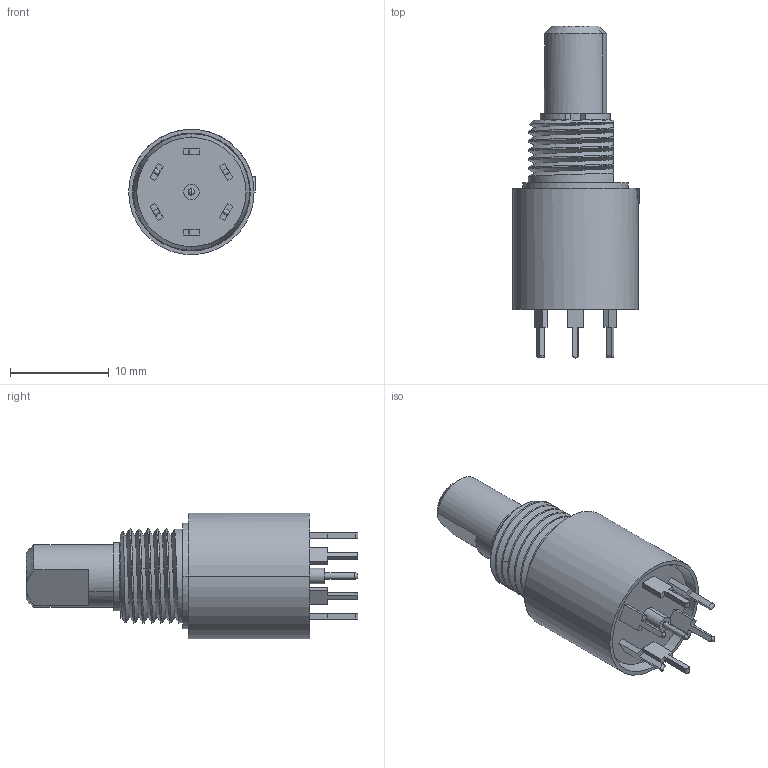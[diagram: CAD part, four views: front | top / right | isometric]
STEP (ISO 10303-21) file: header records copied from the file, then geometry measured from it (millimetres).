
FILE_DESCRIPTION((''),'2;1');
FILE_NAME('50KPT60-01-1-XX_SW0001','2011-04-01T',('Administrator'),(''),'PRO/ENGINEER BY PARAMETRIC TECHNOLOGY CORPORATION, 2006200','PRO/ENGINEER BY PARAMETRIC TECHNOLOGY CORPORATION, 2006200','');
FILE_SCHEMA(('CONFIG_CONTROL_DESIGN'));
Length unit declared in the file: inch
Products named in the file (1): 50KPT60-01-1-XX_SW0001
Bounding box: 12.83 x 33.6 x 12.7 mm (x, y, z)
Volume: 1283.8 mm3; surface area: 2660.7 mm2
Topology: 3 solids, 4 shells, 514 faces, 1408 edges, 931 vertices
Faces by surface type: plane 408, cylinder 70, bspline 16, cone 14, torus 4, sphere 2
Entity records: 22151 total; most frequent: CARTESIAN_POINT 5277, ORIENTED_EDGE 2812, DIRECTION 2501, EDGE_CURVE 1406, VECTOR 1165, LINE 1165, VERTEX_POINT 931, AXIS2_PLACEMENT_3D 668
